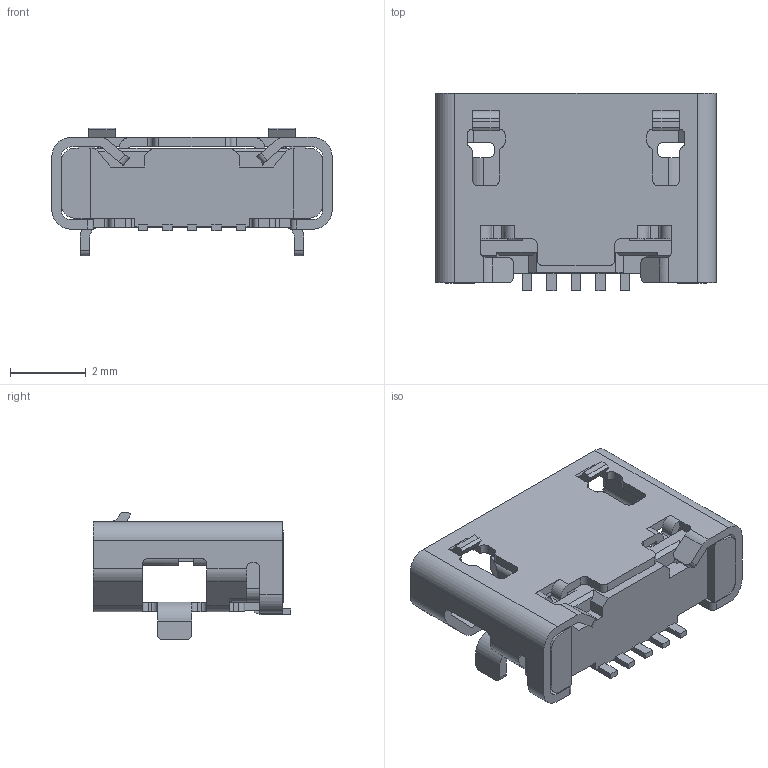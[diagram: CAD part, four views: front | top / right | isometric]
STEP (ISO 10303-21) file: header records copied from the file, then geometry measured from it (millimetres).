
FILE_DESCRIPTION(('CoCreate Modeling STEP Export'),'2;1');
FILE_NAME('010101010-XXX 前插后贴5.65无柱 无翻边.stp','2017-11-10T11:19:45',(''),(''),'CoCreate Modeling STEP processor for AP214 (Solid Model)','CoCreate Modeling 16.00 13-May-2008 (C) Parametric Technology GmbH','');
FILE_SCHEMA(('AUTOMOTIVE_DESIGN { 1 0 10303 214 1 1 1 1 }'));
Length unit declared in the file: millimetre
Products named in the file (2): housing; .stp
Assembly tree (1 placements, depth 2):
  .stp
    housing
Bounding box: 7.4 x 5.22 x 3.38 mm (x, y, z)
Volume: 37.4 mm3; surface area: 234.5 mm2
Topology: 1 solids, 11 shells, 716 faces, 2030 edges, 1315 vertices
Faces by surface type: plane 476, cylinder 225, cone 10, torus 3, bspline 2
Entity records: 22623 total; most frequent: ORIENTED_EDGE 4084, CARTESIAN_POINT 3990, DIRECTION 3707, EDGE_CURVE 2030, VECTOR 1483, LINE 1483, VERTEX_POINT 1315, AXIS2_PLACEMENT_3D 1112
